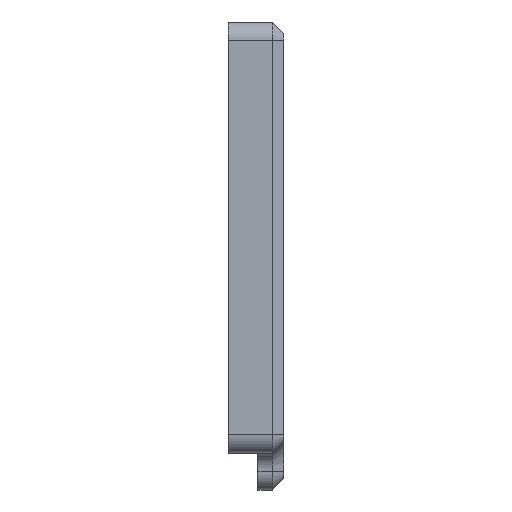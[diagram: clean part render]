
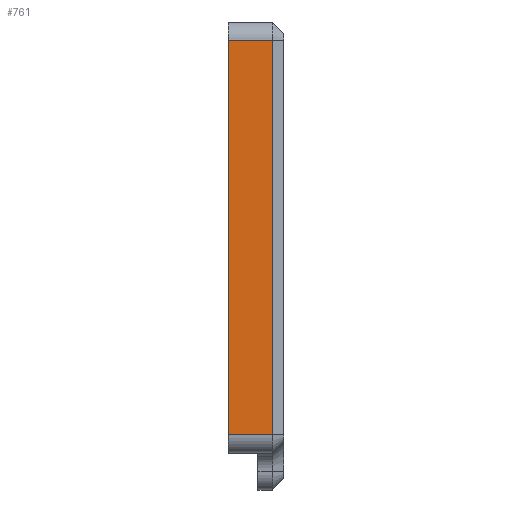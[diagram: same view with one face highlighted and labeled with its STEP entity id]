
A CAD part, left-side view. The second image highlights one B-rep face of the part: STEP entity #761.
In plain terms, the highlighted planar face has unit normal (-1, 0, 0).
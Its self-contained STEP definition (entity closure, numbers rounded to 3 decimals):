
#47 = DIRECTION ( 'NONE',  ( 0., 0., 1. ) ) ;
#81 = FACE_OUTER_BOUND ( 'NONE', #2302, .T. ) ;
#642 = EDGE_CURVE ( 'NONE', #1125, #2129, #3227, .T. ) ;
#656 = LINE ( 'NONE', #3513, #4521 ) ;
#761 = ADVANCED_FACE ( 'NONE', ( #81 ), #6594, .T. ) ;
#805 = LINE ( 'NONE', #4575, #5170 ) ;
#929 = VECTOR ( 'NONE', #6930, 1000. ) ;
#1125 = VERTEX_POINT ( 'NONE', #2684 ) ;
#1291 = CARTESIAN_POINT ( 'NONE',  ( -41.288, 5.1, -102.33 ) ) ;
#1301 = ORIENTED_EDGE ( 'NONE', *, *, #6533, .T. ) ;
#1652 = ORIENTED_EDGE ( 'NONE', *, *, #5318, .T. ) ;
#1952 = VERTEX_POINT ( 'NONE', #1291 ) ;
#2129 = VERTEX_POINT ( 'NONE', #4738 ) ;
#2134 = VECTOR ( 'NONE', #3193, 1000. ) ;
#2302 = EDGE_LOOP ( 'NONE', ( #1301, #1652, #4967, #6298 ) ) ;
#2366 = AXIS2_PLACEMENT_3D ( 'NONE', #4558, #3412, #47 ) ;
#2684 = CARTESIAN_POINT ( 'NONE',  ( -41.288, -6.9, 4.54 ) ) ;
#3193 = DIRECTION ( 'NONE',  ( 0., 1., 0. ) ) ;
#3227 = LINE ( 'NONE', #5424, #2134 ) ;
#3264 = VERTEX_POINT ( 'NONE', #5353 ) ;
#3412 = DIRECTION ( 'NONE',  ( -1., 0., 0. ) ) ;
#3513 = CARTESIAN_POINT ( 'NONE',  ( -41.288, 5.1, -107.33 ) ) ;
#3919 = DIRECTION ( 'NONE',  ( 0., -1., 0. ) ) ;
#4007 = DIRECTION ( 'NONE',  ( 0., 0., 1. ) ) ;
#4521 = VECTOR ( 'NONE', #4007, 1000. ) ;
#4558 = CARTESIAN_POINT ( 'NONE',  ( -41.288, -10., -107.33 ) ) ;
#4575 = CARTESIAN_POINT ( 'NONE',  ( -41.288, -10., -102.33 ) ) ;
#4738 = CARTESIAN_POINT ( 'NONE',  ( -41.288, 5.1, 4.54 ) ) ;
#4868 = LINE ( 'NONE', #6964, #929 ) ;
#4967 = ORIENTED_EDGE ( 'NONE', *, *, #642, .T. ) ;
#5170 = VECTOR ( 'NONE', #3919, 1000. ) ;
#5318 = EDGE_CURVE ( 'NONE', #3264, #1125, #4868, .T. ) ;
#5353 = CARTESIAN_POINT ( 'NONE',  ( -41.288, -6.9, -102.33 ) ) ;
#5424 = CARTESIAN_POINT ( 'NONE',  ( -41.288, -10., 4.54 ) ) ;
#5926 = EDGE_CURVE ( 'NONE', #1952, #2129, #656, .T. ) ;
#6298 = ORIENTED_EDGE ( 'NONE', *, *, #5926, .F. ) ;
#6533 = EDGE_CURVE ( 'NONE', #1952, #3264, #805, .T. ) ;
#6594 = PLANE ( 'NONE',  #2366 ) ;
#6930 = DIRECTION ( 'NONE',  ( 0., 0., 1. ) ) ;
#6964 = CARTESIAN_POINT ( 'NONE',  ( -41.288, -6.9, -107.33 ) ) ;
